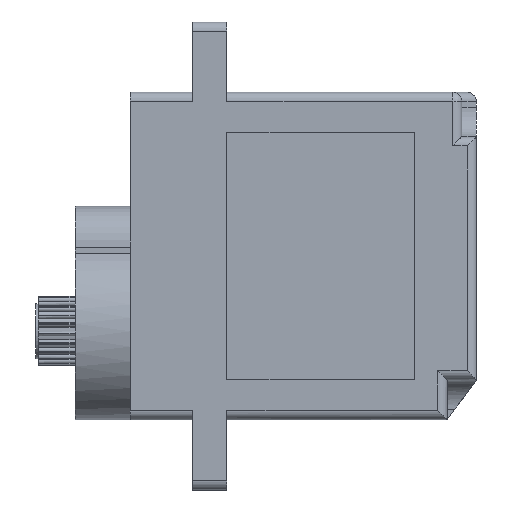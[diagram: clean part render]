
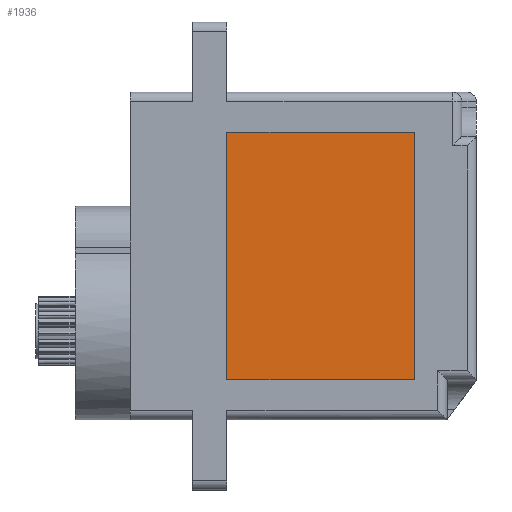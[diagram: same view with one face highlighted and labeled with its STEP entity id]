
A CAD part, left-side view. The second image highlights one B-rep face of the part: STEP entity #1936.
In plain terms, the highlighted planar face has unit normal (-1, 0, 0).
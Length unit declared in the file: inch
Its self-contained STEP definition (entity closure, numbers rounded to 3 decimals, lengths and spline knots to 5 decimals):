
#22 = EDGE_CURVE ( 'NONE', #1289, #89, #872, .T. ) ;
#89 = VERTEX_POINT ( 'NONE', #5066 ) ;
#291 = ORIENTED_EDGE ( 'NONE', *, *, #5189, .F. ) ;
#298 = CARTESIAN_POINT ( 'NONE',  ( -0.239, 0.208, 0.33625 ) ) ;
#459 = ORIENTED_EDGE ( 'NONE', *, *, #4646, .F. ) ;
#872 = LINE ( 'NONE', #3568, #4315 ) ;
#916 = VECTOR ( 'NONE', #5624, 39.37008 ) ;
#1198 = DIRECTION ( 'NONE',  ( 0., 0., 1. ) ) ;
#1289 = VERTEX_POINT ( 'NONE', #298 ) ;
#1866 = VERTEX_POINT ( 'NONE', #5600 ) ;
#1936 = ADVANCED_FACE ( 'NONE', ( #4816 ), #3009, .T. ) ;
#1940 = CARTESIAN_POINT ( 'NONE',  ( -0.239, -0.302, -0.33625 ) ) ;
#1974 = CARTESIAN_POINT ( 'NONE',  ( -0.239, 0., 0. ) ) ;
#2128 = DIRECTION ( 'NONE',  ( 0., -1., 0. ) ) ;
#2174 = EDGE_CURVE ( 'NONE', #4354, #1866, #4214, .T. ) ;
#2721 = LINE ( 'NONE', #4611, #5180 ) ;
#3009 = PLANE ( 'NONE',  #4751 ) ;
#3261 = ORIENTED_EDGE ( 'NONE', *, *, #22, .F. ) ;
#3568 = CARTESIAN_POINT ( 'NONE',  ( -0.239, 0.208, 0.33625 ) ) ;
#3709 = DIRECTION ( 'NONE',  ( 0., 0., -1. ) ) ;
#3825 = LINE ( 'NONE', #5732, #5468 ) ;
#4214 = LINE ( 'NONE', #5209, #916 ) ;
#4315 = VECTOR ( 'NONE', #2128, 39.37008 ) ;
#4354 = VERTEX_POINT ( 'NONE', #1940 ) ;
#4378 = DIRECTION ( 'NONE',  ( 0., 0., -1. ) ) ;
#4408 = DIRECTION ( 'NONE',  ( -1., 0., 0. ) ) ;
#4515 = EDGE_LOOP ( 'NONE', ( #4624, #459, #3261, #291 ) ) ;
#4611 = CARTESIAN_POINT ( 'NONE',  ( -0.239, -0.302, 0.33625 ) ) ;
#4624 = ORIENTED_EDGE ( 'NONE', *, *, #2174, .F. ) ;
#4646 = EDGE_CURVE ( 'NONE', #89, #4354, #2721, .T. ) ;
#4751 = AXIS2_PLACEMENT_3D ( 'NONE', #1974, #4408, #4378 ) ;
#4816 = FACE_OUTER_BOUND ( 'NONE', #4515, .T. ) ;
#5066 = CARTESIAN_POINT ( 'NONE',  ( -0.239, -0.302, 0.33625 ) ) ;
#5180 = VECTOR ( 'NONE', #3709, 39.37008 ) ;
#5189 = EDGE_CURVE ( 'NONE', #1866, #1289, #3825, .T. ) ;
#5209 = CARTESIAN_POINT ( 'NONE',  ( -0.239, 0.208, -0.33625 ) ) ;
#5468 = VECTOR ( 'NONE', #1198, 39.37008 ) ;
#5600 = CARTESIAN_POINT ( 'NONE',  ( -0.239, 0.208, -0.33625 ) ) ;
#5624 = DIRECTION ( 'NONE',  ( 0., 1., 0. ) ) ;
#5732 = CARTESIAN_POINT ( 'NONE',  ( -0.239, 0.208, 0.33625 ) ) ;
